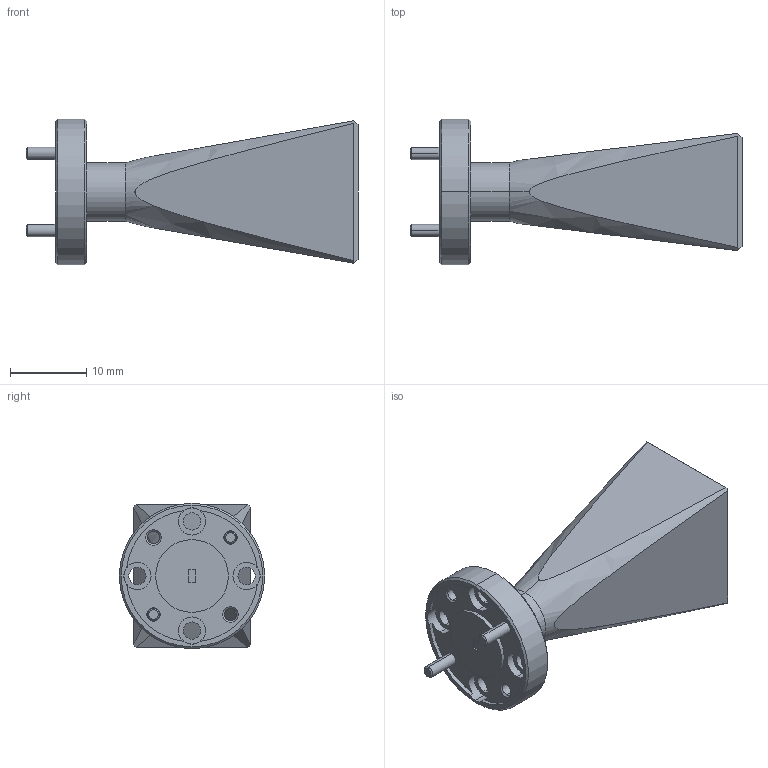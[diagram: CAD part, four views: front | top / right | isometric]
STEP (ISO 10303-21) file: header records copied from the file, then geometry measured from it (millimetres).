
FILE_DESCRIPTION (( 'STEP AP203' ), '1' );
FILE_NAME ('AR-D3-A-2.STEP', '2024-06-13T22:02:37', ( '' ), ( '' ), 'SwSTEP 2.0', 'SolidWorks 2021', '' );
FILE_SCHEMA (( 'CONFIG_CONTROL_DESIGN' ));
Length unit declared in the file: inch
Products named in the file (1): AR-D3-A-2
Bounding box: 43.5 x 19.05 x 19.05 mm (x, y, z)
Volume: 6053.3 mm3; surface area: 2783 mm2
Topology: 1 solids, 1 shells, 86 faces, 206 edges, 130 vertices
Faces by surface type: cylinder 38, plane 26, cone 22
Entity records: 2815 total; most frequent: CARTESIAN_POINT 653, DIRECTION 470, ORIENTED_EDGE 412, EDGE_CURVE 206, AXIS2_PLACEMENT_3D 191, VERTEX_POINT 130, EDGE_LOOP 106, CIRCLE 104
